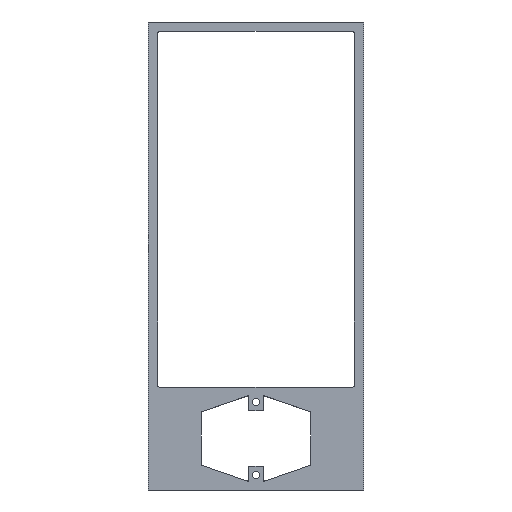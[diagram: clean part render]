
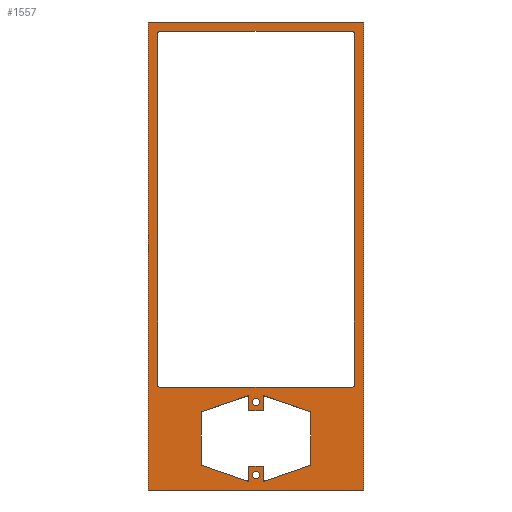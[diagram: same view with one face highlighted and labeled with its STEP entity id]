
A CAD part, front view. The second image highlights one B-rep face of the part: STEP entity #1557.
In plain terms, the highlighted planar face has unit normal (0, -1, 0).
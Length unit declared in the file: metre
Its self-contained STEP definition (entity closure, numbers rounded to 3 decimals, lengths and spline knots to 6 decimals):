
#38=CIRCLE('',#1650,0.002);
#39=CIRCLE('',#1651,0.002);
#40=CIRCLE('',#1652,0.001);
#41=CIRCLE('',#1653,0.001);
#42=CIRCLE('',#1654,0.001);
#43=CIRCLE('',#1655,0.001);
#110=ORIENTED_EDGE('',*,*,#566,.F.);
#111=ORIENTED_EDGE('',*,*,#567,.F.);
#112=ORIENTED_EDGE('',*,*,#568,.F.);
#113=ORIENTED_EDGE('',*,*,#569,.T.);
#114=ORIENTED_EDGE('',*,*,#570,.F.);
#115=ORIENTED_EDGE('',*,*,#571,.T.);
#116=ORIENTED_EDGE('',*,*,#572,.F.);
#117=ORIENTED_EDGE('',*,*,#573,.F.);
#118=ORIENTED_EDGE('',*,*,#574,.F.);
#119=ORIENTED_EDGE('',*,*,#575,.F.);
#120=ORIENTED_EDGE('',*,*,#576,.T.);
#121=ORIENTED_EDGE('',*,*,#577,.T.);
#122=ORIENTED_EDGE('',*,*,#578,.F.);
#123=ORIENTED_EDGE('',*,*,#579,.F.);
#124=ORIENTED_EDGE('',*,*,#580,.T.);
#125=ORIENTED_EDGE('',*,*,#581,.T.);
#126=ORIENTED_EDGE('',*,*,#582,.T.);
#127=ORIENTED_EDGE('',*,*,#583,.T.);
#128=ORIENTED_EDGE('',*,*,#584,.F.);
#129=ORIENTED_EDGE('',*,*,#585,.F.);
#130=ORIENTED_EDGE('',*,*,#586,.T.);
#131=ORIENTED_EDGE('',*,*,#587,.F.);
#132=ORIENTED_EDGE('',*,*,#588,.T.);
#133=ORIENTED_EDGE('',*,*,#589,.T.);
#134=ORIENTED_EDGE('',*,*,#590,.T.);
#135=ORIENTED_EDGE('',*,*,#591,.F.);
#566=EDGE_CURVE('',#794,#794,#38,.T.);
#567=EDGE_CURVE('',#795,#795,#39,.T.);
#568=EDGE_CURVE('',#796,#797,#40,.F.);
#569=EDGE_CURVE('',#796,#798,#950,.T.);
#570=EDGE_CURVE('',#799,#798,#41,.F.);
#571=EDGE_CURVE('',#799,#800,#951,.T.);
#572=EDGE_CURVE('',#801,#800,#42,.F.);
#573=EDGE_CURVE('',#802,#801,#952,.T.);
#574=EDGE_CURVE('',#803,#802,#43,.F.);
#575=EDGE_CURVE('',#797,#803,#953,.T.);
#576=EDGE_CURVE('',#804,#805,#954,.T.);
#577=EDGE_CURVE('',#805,#806,#955,.T.);
#578=EDGE_CURVE('',#807,#806,#956,.T.);
#579=EDGE_CURVE('',#804,#807,#957,.T.);
#580=EDGE_CURVE('',#808,#809,#958,.T.);
#581=EDGE_CURVE('',#809,#810,#959,.T.);
#582=EDGE_CURVE('',#810,#811,#960,.T.);
#583=EDGE_CURVE('',#811,#812,#961,.T.);
#584=EDGE_CURVE('',#813,#812,#962,.T.);
#585=EDGE_CURVE('',#814,#813,#963,.T.);
#586=EDGE_CURVE('',#814,#815,#964,.T.);
#587=EDGE_CURVE('',#816,#815,#965,.T.);
#588=EDGE_CURVE('',#816,#817,#966,.T.);
#589=EDGE_CURVE('',#817,#818,#967,.T.);
#590=EDGE_CURVE('',#818,#819,#968,.T.);
#591=EDGE_CURVE('',#808,#819,#969,.T.);
#794=VERTEX_POINT('',#2263);
#795=VERTEX_POINT('',#2265);
#796=VERTEX_POINT('',#2267);
#797=VERTEX_POINT('',#2268);
#798=VERTEX_POINT('',#2270);
#799=VERTEX_POINT('',#2272);
#800=VERTEX_POINT('',#2274);
#801=VERTEX_POINT('',#2276);
#802=VERTEX_POINT('',#2278);
#803=VERTEX_POINT('',#2280);
#804=VERTEX_POINT('',#2283);
#805=VERTEX_POINT('',#2284);
#806=VERTEX_POINT('',#2286);
#807=VERTEX_POINT('',#2288);
#808=VERTEX_POINT('',#2291);
#809=VERTEX_POINT('',#2292);
#810=VERTEX_POINT('',#2294);
#811=VERTEX_POINT('',#2296);
#812=VERTEX_POINT('',#2298);
#813=VERTEX_POINT('',#2300);
#814=VERTEX_POINT('',#2302);
#815=VERTEX_POINT('',#2304);
#816=VERTEX_POINT('',#2306);
#817=VERTEX_POINT('',#2308);
#818=VERTEX_POINT('',#2310);
#819=VERTEX_POINT('',#2312);
#950=LINE('',#2269,#1126);
#951=LINE('',#2273,#1127);
#952=LINE('',#2277,#1128);
#953=LINE('',#2281,#1129);
#954=LINE('',#2282,#1130);
#955=LINE('',#2285,#1131);
#956=LINE('',#2287,#1132);
#957=LINE('',#2289,#1133);
#958=LINE('',#2290,#1134);
#959=LINE('',#2293,#1135);
#960=LINE('',#2295,#1136);
#961=LINE('',#2297,#1137);
#962=LINE('',#2299,#1138);
#963=LINE('',#2301,#1139);
#964=LINE('',#2303,#1140);
#965=LINE('',#2305,#1141);
#966=LINE('',#2307,#1142);
#967=LINE('',#2309,#1143);
#968=LINE('',#2311,#1144);
#969=LINE('',#2313,#1145);
#1126=VECTOR('',#1812,1.);
#1127=VECTOR('',#1815,1.);
#1128=VECTOR('',#1818,1.);
#1129=VECTOR('',#1821,1.);
#1130=VECTOR('',#1822,1.);
#1131=VECTOR('',#1823,1.);
#1132=VECTOR('',#1824,1.);
#1133=VECTOR('',#1825,1.);
#1134=VECTOR('',#1826,1.);
#1135=VECTOR('',#1827,1.);
#1136=VECTOR('',#1828,1.);
#1137=VECTOR('',#1829,1.);
#1138=VECTOR('',#1830,1.);
#1139=VECTOR('',#1831,1.);
#1140=VECTOR('',#1832,1.);
#1141=VECTOR('',#1833,1.);
#1142=VECTOR('',#1834,1.);
#1143=VECTOR('',#1835,1.);
#1144=VECTOR('',#1836,1.);
#1145=VECTOR('',#1837,1.);
#1284=EDGE_LOOP('',(#110));
#1285=EDGE_LOOP('',(#111));
#1286=EDGE_LOOP('',(#112,#113,#114,#115,#116,#117,#118,#119));
#1287=EDGE_LOOP('',(#120,#121,#122,#123));
#1288=EDGE_LOOP('',(#124,#125,#126,#127,#128,#129,#130,#131,#132,#133,#134,
#135));
#1394=FACE_BOUND('',#1284,.T.);
#1395=FACE_BOUND('',#1285,.T.);
#1396=FACE_BOUND('',#1286,.T.);
#1397=FACE_BOUND('',#1287,.T.);
#1398=FACE_BOUND('',#1288,.T.);
#1504=PLANE('',#1649);
#1557=ADVANCED_FACE('',(#1394,#1395,#1396,#1397,#1398),#1504,.F.);
#1649=AXIS2_PLACEMENT_3D('',#2261,#1804,#1805);
#1650=AXIS2_PLACEMENT_3D('',#2262,#1806,#1807);
#1651=AXIS2_PLACEMENT_3D('',#2264,#1808,#1809);
#1652=AXIS2_PLACEMENT_3D('',#2266,#1810,#1811);
#1653=AXIS2_PLACEMENT_3D('',#2271,#1813,#1814);
#1654=AXIS2_PLACEMENT_3D('',#2275,#1816,#1817);
#1655=AXIS2_PLACEMENT_3D('',#2279,#1819,#1820);
#1804=DIRECTION('',(0.,1.,0.));
#1805=DIRECTION('',(0.,0.,1.));
#1806=DIRECTION('',(0.,-1.,0.));
#1807=DIRECTION('',(0.,0.,-1.));
#1808=DIRECTION('',(0.,-1.,0.));
#1809=DIRECTION('',(0.,0.,-1.));
#1810=DIRECTION('',(0.,1.,0.));
#1811=DIRECTION('',(0.,0.,1.));
#1812=DIRECTION('',(1.,0.,0.));
#1813=DIRECTION('',(0.,1.,0.));
#1814=DIRECTION('',(0.,0.,1.));
#1815=DIRECTION('',(0.,0.,-1.));
#1816=DIRECTION('',(0.,1.,0.));
#1817=DIRECTION('',(0.,0.,1.));
#1818=DIRECTION('',(1.,0.,0.));
#1819=DIRECTION('',(0.,1.,0.));
#1820=DIRECTION('',(0.,0.,1.));
#1821=DIRECTION('',(0.,0.,-1.));
#1822=DIRECTION('',(0.,0.,-1.));
#1823=DIRECTION('',(1.,0.,0.));
#1824=DIRECTION('',(0.,0.,-1.));
#1825=DIRECTION('',(1.,0.,0.));
#1826=DIRECTION('',(0.947,0.,-0.323));
#1827=DIRECTION('',(0.,0.,-1.));
#1828=DIRECTION('',(-0.947,0.,-0.323));
#1829=DIRECTION('',(0.,0.,1.));
#1830=DIRECTION('',(1.,0.,0.));
#1831=DIRECTION('',(0.,0.,1.));
#1832=DIRECTION('',(-0.947,0.,0.323));
#1833=DIRECTION('',(0.,0.,-1.));
#1834=DIRECTION('',(0.947,0.,0.323));
#1835=DIRECTION('',(0.,0.,-1.));
#1836=DIRECTION('',(1.,0.,0.));
#1837=DIRECTION('',(0.,0.,-1.));
#2261=CARTESIAN_POINT('',(0.0555,-0.002,0.2));
#2262=CARTESIAN_POINT('',(0.0555,-0.002,-0.042));
#2263=CARTESIAN_POINT('',(0.0555,-0.002,-0.044));
#2264=CARTESIAN_POINT('',(0.0555,-0.002,-0.003));
#2265=CARTESIAN_POINT('',(0.0555,-0.002,-0.005));
#2266=CARTESIAN_POINT('',(0.004,-0.002,0.194));
#2267=CARTESIAN_POINT('',(0.004,-0.002,0.195));
#2268=CARTESIAN_POINT('',(0.003,-0.002,0.194));
#2269=CARTESIAN_POINT('',(0.0555,-0.002,0.195));
#2270=CARTESIAN_POINT('',(0.107,-0.002,0.195));
#2271=CARTESIAN_POINT('',(0.107,-0.002,0.194));
#2272=CARTESIAN_POINT('',(0.108,-0.002,0.194));
#2273=CARTESIAN_POINT('',(0.108,-0.002,0.2));
#2274=CARTESIAN_POINT('',(0.108,-0.002,0.006));
#2275=CARTESIAN_POINT('',(0.107,-0.002,0.006));
#2276=CARTESIAN_POINT('',(0.107,-0.002,0.005));
#2277=CARTESIAN_POINT('',(0.0555,-0.002,0.005));
#2278=CARTESIAN_POINT('',(0.004,-0.002,0.005));
#2279=CARTESIAN_POINT('',(0.004,-0.002,0.006));
#2280=CARTESIAN_POINT('',(0.003,-0.002,0.006));
#2281=CARTESIAN_POINT('',(0.003,-0.002,0.2));
#2282=CARTESIAN_POINT('',(-0.002,-0.002,0.2));
#2283=CARTESIAN_POINT('',(-0.002,-0.002,0.2));
#2284=CARTESIAN_POINT('',(-0.002,-0.002,-0.05));
#2285=CARTESIAN_POINT('',(0.0555,-0.002,-0.05));
#2286=CARTESIAN_POINT('',(0.113,-0.002,-0.05));
#2287=CARTESIAN_POINT('',(0.113,-0.002,0.2));
#2288=CARTESIAN_POINT('',(0.113,-0.002,0.2));
#2289=CARTESIAN_POINT('',(0.0555,-0.002,0.2));
#2290=CARTESIAN_POINT('',(0.07205,-0.002,-0.003889));
#2291=CARTESIAN_POINT('',(0.05925,-0.002,0.000472));
#2292=CARTESIAN_POINT('',(0.08485,-0.002,-0.00825));
#2293=CARTESIAN_POINT('',(0.08485,-0.002,-0.0225));
#2294=CARTESIAN_POINT('',(0.08485,-0.002,-0.03675));
#2295=CARTESIAN_POINT('',(0.07205,-0.002,-0.041111));
#2296=CARTESIAN_POINT('',(0.05925,-0.002,-0.045472));
#2297=CARTESIAN_POINT('',(0.05925,-0.002,-0.041361));
#2298=CARTESIAN_POINT('',(0.05925,-0.002,-0.03725));
#2299=CARTESIAN_POINT('',(0.0555,-0.002,-0.03725));
#2300=CARTESIAN_POINT('',(0.05175,-0.002,-0.03725));
#2301=CARTESIAN_POINT('',(0.05175,-0.002,-0.041361));
#2302=CARTESIAN_POINT('',(0.05175,-0.002,-0.045472));
#2303=CARTESIAN_POINT('',(0.03895,-0.002,-0.041111));
#2304=CARTESIAN_POINT('',(0.02615,-0.002,-0.03675));
#2305=CARTESIAN_POINT('',(0.02615,-0.002,-0.0225));
#2306=CARTESIAN_POINT('',(0.02615,-0.002,-0.00825));
#2307=CARTESIAN_POINT('',(0.03895,-0.002,-0.003889));
#2308=CARTESIAN_POINT('',(0.05175,-0.002,0.000472));
#2309=CARTESIAN_POINT('',(0.05175,-0.002,-0.003639));
#2310=CARTESIAN_POINT('',(0.05175,-0.002,-0.00775));
#2311=CARTESIAN_POINT('',(0.0555,-0.002,-0.00775));
#2312=CARTESIAN_POINT('',(0.05925,-0.002,-0.00775));
#2313=CARTESIAN_POINT('',(0.05925,-0.002,-0.003639));
